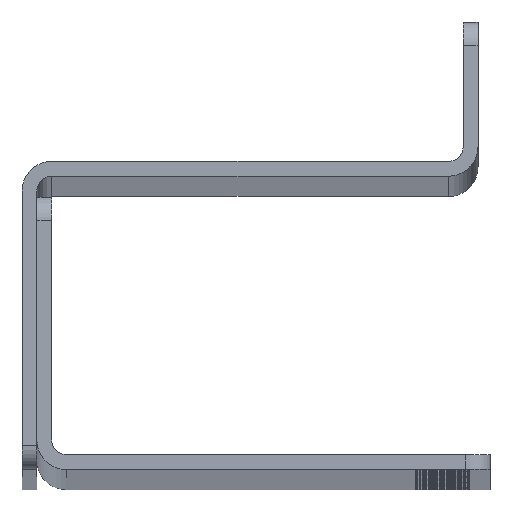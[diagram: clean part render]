
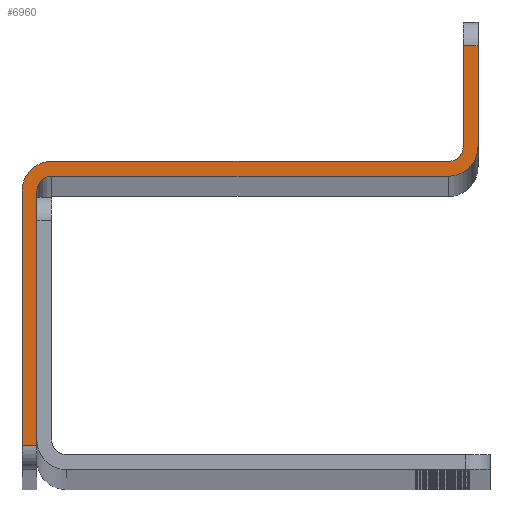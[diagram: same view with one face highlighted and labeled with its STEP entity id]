
A CAD part, top view. The second image highlights one B-rep face of the part: STEP entity #6960.
In plain terms, the highlighted planar face has unit normal (0, 0, 1).
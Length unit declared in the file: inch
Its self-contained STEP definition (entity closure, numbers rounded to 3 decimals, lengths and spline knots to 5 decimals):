
#7 = CARTESIAN_POINT ( 'NONE',  ( 2.328, 1.703, 0. ) ) ;
#21 = CARTESIAN_POINT ( 'NONE',  ( 2.406, 1.703, 0. ) ) ;
#48 = VECTOR ( 'NONE', #261, 39.37008 ) ;
#72 = DIRECTION ( 'NONE',  ( -1., 0., 0. ) ) ;
#151 = EDGE_LOOP ( 'NONE', ( #5813, #4832, #7739, #5246, #2650, #5674, #6703, #251, #1672, #5111, #4947, #3932 ) ) ;
#251 = ORIENTED_EDGE ( 'NONE', *, *, #8424, .F. ) ;
#261 = DIRECTION ( 'NONE',  ( 0., 1., 0. ) ) ;
#289 = EDGE_CURVE ( 'NONE', #3440, #292, #5946, .T. ) ;
#292 = VERTEX_POINT ( 'NONE', #7 ) ;
#301 = CARTESIAN_POINT ( 'NONE',  ( 0.039, 0.125, 0. ) ) ;
#700 = DIRECTION ( 'NONE',  ( 1., 0., 0. ) ) ;
#701 = CIRCLE ( 'NONE', #5664, 0.156 ) ;
#835 = CARTESIAN_POINT ( 'NONE',  ( 2.328, 2.3595, 0. ) ) ;
#952 = LINE ( 'NONE', #301, #7233 ) ;
#1052 = VERTEX_POINT ( 'NONE', #7169 ) ;
#1138 = VERTEX_POINT ( 'NONE', #5842 ) ;
#1233 = VECTOR ( 'NONE', #6902, 39.37008 ) ;
#1254 = LINE ( 'NONE', #5414, #5117 ) ;
#1315 = CIRCLE ( 'NONE', #2318, 0.078 ) ;
#1443 = EDGE_CURVE ( 'NONE', #4759, #6945, #8523, .T. ) ;
#1459 = DIRECTION ( 'NONE',  ( 0., 0., -1. ) ) ;
#1469 = EDGE_CURVE ( 'NONE', #4202, #1138, #5578, .T. ) ;
#1479 = VERTEX_POINT ( 'NONE', #2954 ) ;
#1482 = CARTESIAN_POINT ( 'NONE',  ( 2.328, 2.2345, 0. ) ) ;
#1672 = ORIENTED_EDGE ( 'NONE', *, *, #7767, .F. ) ;
#1743 = VERTEX_POINT ( 'NONE', #2344 ) ;
#1954 = EDGE_CURVE ( 'NONE', #1052, #1138, #4901, .T. ) ;
#2049 = PLANE ( 'NONE',  #3656 ) ;
#2071 = VERTEX_POINT ( 'NONE', #6679 ) ;
#2094 = CARTESIAN_POINT ( 'NONE',  ( 2.367, 2.2345, 0. ) ) ;
#2318 = AXIS2_PLACEMENT_3D ( 'NONE', #7635, #9036, #5614 ) ;
#2344 = CARTESIAN_POINT ( 'NONE',  ( 0.078, 1.469, 0. ) ) ;
#2502 = DIRECTION ( 'NONE',  ( 0., 1., 0. ) ) ;
#2639 = CARTESIAN_POINT ( 'NONE',  ( 2.406, 2.2345, 0. ) ) ;
#2650 = ORIENTED_EDGE ( 'NONE', *, *, #7987, .F. ) ;
#2755 = CARTESIAN_POINT ( 'NONE',  ( 2.25, 1.703, 0. ) ) ;
#2954 = CARTESIAN_POINT ( 'NONE',  ( 0.078, 0.125, 0. ) ) ;
#3001 = VERTEX_POINT ( 'NONE', #6058 ) ;
#3253 = CARTESIAN_POINT ( 'NONE',  ( 0., 1.469, 0. ) ) ;
#3353 = VECTOR ( 'NONE', #2502, 39.37008 ) ;
#3440 = VERTEX_POINT ( 'NONE', #6232 ) ;
#3611 = DIRECTION ( 'NONE',  ( 0., 0., -1. ) ) ;
#3656 = AXIS2_PLACEMENT_3D ( 'NONE', #7590, #1459, #72 ) ;
#3837 = DIRECTION ( 'NONE',  ( -1., 0., 0. ) ) ;
#3932 = ORIENTED_EDGE ( 'NONE', *, *, #6959, .T. ) ;
#4042 = DIRECTION ( 'NONE',  ( 0., 1., 0. ) ) ;
#4202 = VERTEX_POINT ( 'NONE', #21 ) ;
#4359 = DIRECTION ( 'NONE',  ( 0., 1., 0. ) ) ;
#4405 = CARTESIAN_POINT ( 'NONE',  ( 1.203, 1.625, 0. ) ) ;
#4480 = CARTESIAN_POINT ( 'NONE',  ( 0.078, 1.469, 0. ) ) ;
#4629 = VECTOR ( 'NONE', #4359, 39.37008 ) ;
#4759 = VERTEX_POINT ( 'NONE', #1482 ) ;
#4832 = ORIENTED_EDGE ( 'NONE', *, *, #1469, .F. ) ;
#4901 = LINE ( 'NONE', #8368, #1233 ) ;
#4947 = ORIENTED_EDGE ( 'NONE', *, *, #4959, .T. ) ;
#4959 = EDGE_CURVE ( 'NONE', #1479, #1743, #6536, .T. ) ;
#5111 = ORIENTED_EDGE ( 'NONE', *, *, #6657, .F. ) ;
#5117 = VECTOR ( 'NONE', #4042, 39.37008 ) ;
#5119 = CARTESIAN_POINT ( 'NONE',  ( 0.156, 1.469, 0. ) ) ;
#5246 = ORIENTED_EDGE ( 'NONE', *, *, #1443, .F. ) ;
#5414 = CARTESIAN_POINT ( 'NONE',  ( 0., 0.7345, 0. ) ) ;
#5553 = DIRECTION ( 'NONE',  ( 0., 0., 1. ) ) ;
#5578 = CIRCLE ( 'NONE', #7324, 0.156 ) ;
#5614 = DIRECTION ( 'NONE',  ( 1., 0., 0. ) ) ;
#5664 = AXIS2_PLACEMENT_3D ( 'NONE', #5119, #8725, #8002 ) ;
#5674 = ORIENTED_EDGE ( 'NONE', *, *, #289, .F. ) ;
#5703 = CARTESIAN_POINT ( 'NONE',  ( 2.25, 1.703, 0. ) ) ;
#5813 = ORIENTED_EDGE ( 'NONE', *, *, #1954, .T. ) ;
#5842 = CARTESIAN_POINT ( 'NONE',  ( 2.25, 1.547, 0. ) ) ;
#5946 = CIRCLE ( 'NONE', #7123, 0.078 ) ;
#5973 = LINE ( 'NONE', #6699, #3353 ) ;
#5987 = VECTOR ( 'NONE', #8470, 39.37008 ) ;
#6058 = CARTESIAN_POINT ( 'NONE',  ( 0.156, 1.625, 0. ) ) ;
#6232 = CARTESIAN_POINT ( 'NONE',  ( 2.25, 1.625, 0. ) ) ;
#6536 = LINE ( 'NONE', #4480, #48 ) ;
#6657 = EDGE_CURVE ( 'NONE', #1479, #2071, #952, .T. ) ;
#6679 = CARTESIAN_POINT ( 'NONE',  ( 0., 0.125, 0. ) ) ;
#6699 = CARTESIAN_POINT ( 'NONE',  ( 2.406, 2.03125, 0. ) ) ;
#6703 = ORIENTED_EDGE ( 'NONE', *, *, #7385, .F. ) ;
#6891 = EDGE_CURVE ( 'NONE', #4202, #6945, #5973, .T. ) ;
#6902 = DIRECTION ( 'NONE',  ( 1., 0., 0. ) ) ;
#6945 = VERTEX_POINT ( 'NONE', #2639 ) ;
#6959 = EDGE_CURVE ( 'NONE', #1743, #1052, #1315, .T. ) ;
#6960 = ADVANCED_FACE ( 'NONE', ( #8260 ), #2049, .F. ) ;
#7123 = AXIS2_PLACEMENT_3D ( 'NONE', #2755, #5553, #700 ) ;
#7161 = DIRECTION ( 'NONE',  ( 1., 0., 0. ) ) ;
#7169 = CARTESIAN_POINT ( 'NONE',  ( 0.156, 1.547, 0. ) ) ;
#7173 = VECTOR ( 'NONE', #7729, 39.37008 ) ;
#7232 = LINE ( 'NONE', #4405, #5987 ) ;
#7233 = VECTOR ( 'NONE', #3837, 39.37008 ) ;
#7324 = AXIS2_PLACEMENT_3D ( 'NONE', #5703, #3611, #7161 ) ;
#7385 = EDGE_CURVE ( 'NONE', #3001, #3440, #7232, .T. ) ;
#7590 = CARTESIAN_POINT ( 'NONE',  ( 1.203, 1.586, 0. ) ) ;
#7635 = CARTESIAN_POINT ( 'NONE',  ( 0.156, 1.469, 0. ) ) ;
#7729 = DIRECTION ( 'NONE',  ( 1., 0., 0. ) ) ;
#7739 = ORIENTED_EDGE ( 'NONE', *, *, #6891, .T. ) ;
#7767 = EDGE_CURVE ( 'NONE', #2071, #8209, #1254, .T. ) ;
#7987 = EDGE_CURVE ( 'NONE', #292, #4759, #8545, .T. ) ;
#8002 = DIRECTION ( 'NONE',  ( 1., 0., 0. ) ) ;
#8209 = VERTEX_POINT ( 'NONE', #3253 ) ;
#8260 = FACE_OUTER_BOUND ( 'NONE', #151, .T. ) ;
#8368 = CARTESIAN_POINT ( 'NONE',  ( 2.25, 1.547, 0. ) ) ;
#8424 = EDGE_CURVE ( 'NONE', #8209, #3001, #701, .T. ) ;
#8470 = DIRECTION ( 'NONE',  ( 1., 0., 0. ) ) ;
#8523 = LINE ( 'NONE', #2094, #7173 ) ;
#8545 = LINE ( 'NONE', #835, #4629 ) ;
#8725 = DIRECTION ( 'NONE',  ( 0., 0., -1. ) ) ;
#9036 = DIRECTION ( 'NONE',  ( 0., 0., -1. ) ) ;
